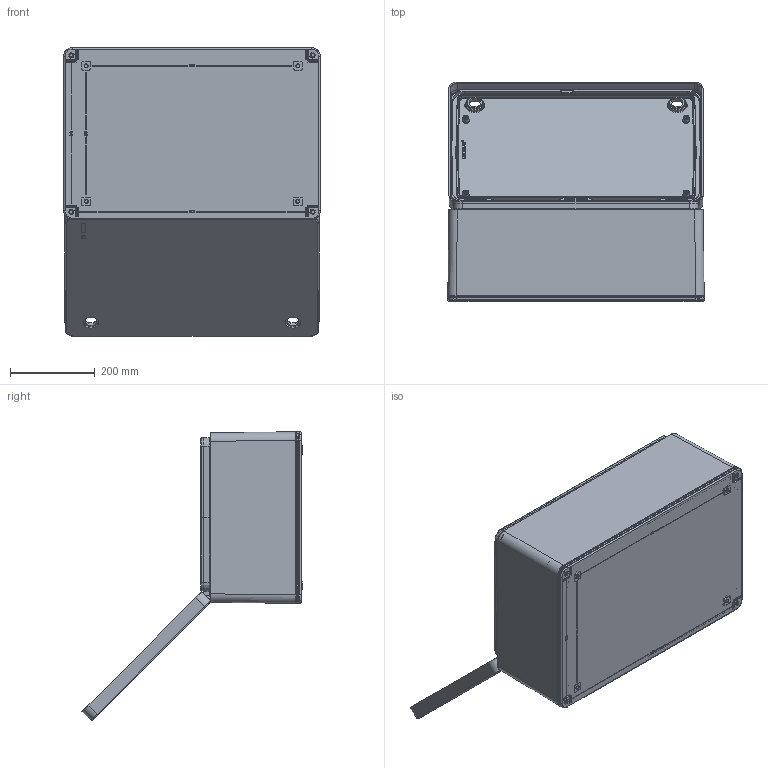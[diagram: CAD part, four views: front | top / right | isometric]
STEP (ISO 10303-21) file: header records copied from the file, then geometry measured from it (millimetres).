
FILE_DESCRIPTION (( 'STEP AP214' ), '1' );
FILE_NAME ('21406000.STEP', '2008-11-12T08:20:47', ( ' ' ), ( '' ), 'SwSTEP 2.0', 'SolidWorks 2008', '' );
FILE_SCHEMA (( 'AUTOMOTIVE_DESIGN' ));
Products named in the file (15): 21406000; 25600-Gehäuseunterteil_Standard; 25600-Gehäuserahmen_Standard; 25600_Standard; 86226_Standard; 86227_Standard; 26600_Standard; 94287_Standard; 82007_Standard; 95030_Standard; 82382_Standard; 86232_Standard; 95032_Standard
Assembly tree (29 placements, depth 4):
  21406000
    25600_Standard
      25600-Gehäuseunterteil_Standard
        86226_Standard  x4
        86227_Standard  x4
        25600-Gehäuseunterteil_Standard
      82007_Standard
      94287_Standard
      25600-Gehäuserahmen_Standard
    95030_Standard  x3
    82382_Standard
    95032_Standard  x3
    26600_Standard
      86232_Standard  x6
      26600_Standard
Bounding box: 606 x 519.52 x 681.96 mm (x, y, z)
Volume: 4091263.1 mm3; surface area: 2223626 mm2
Topology: 26 solids, 26 shells, 5776 faces, 13411 edges, 7647 vertices
Faces by surface type: plane 2863, cylinder 1267, bspline 1175, cone 222, torus 132, sphere 117
Entity records: 148299 total; most frequent: CARTESIAN_POINT 69592, ORIENTED_EDGE 18246, DIRECTION 14141, EDGE_CURVE 9123, VERTEX_POINT 5347, AXIS2_PLACEMENT_3D 5175, EDGE_LOOP 4026, ADVANCED_FACE 3898
